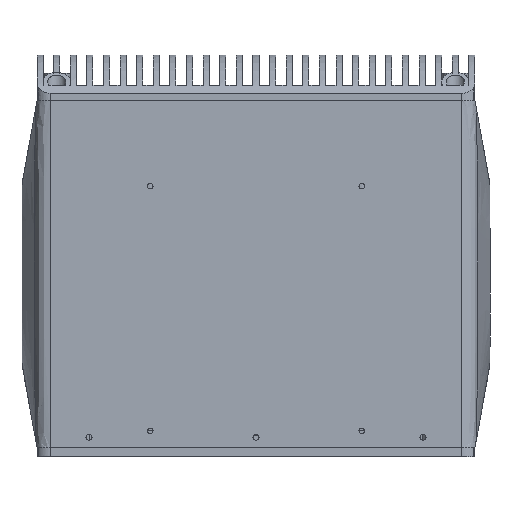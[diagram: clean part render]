
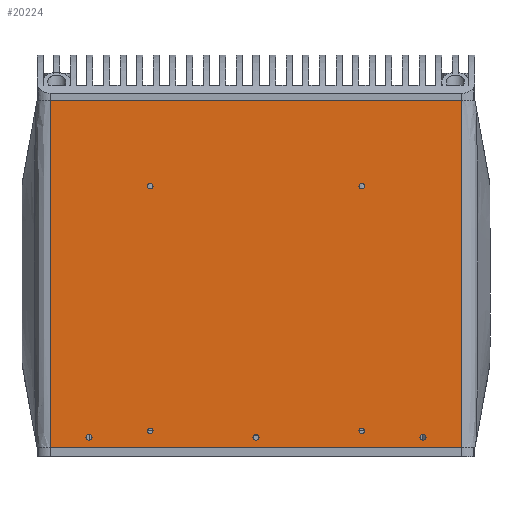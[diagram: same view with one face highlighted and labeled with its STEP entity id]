
A CAD part, front view. The second image highlights one B-rep face of the part: STEP entity #20224.
In plain terms, the highlighted face is planar.
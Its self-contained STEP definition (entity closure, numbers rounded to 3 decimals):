
#351=B_SPLINE_CURVE_WITH_KNOTS('',3,(#33585,#33586,#33587,#33588,#33589,
#33590,#33591,#33592,#33593,#33594),.UNSPECIFIED.,.F.,.F.,(4,1,2,2,1,4),
(-0.35,2.177,3.862,6.938,9.465,
11.15),.UNSPECIFIED.);
#352=B_SPLINE_CURVE_WITH_KNOTS('',3,(#33597,#33598,#33599,#33600,#33601,
#33602,#33603,#33604,#33605,#33606),.UNSPECIFIED.,.F.,.F.,(4,1,2,2,1,4),
(-0.35,1.335,3.862,6.938,
8.623,11.15),.UNSPECIFIED.);
#1173=FACE_BOUND('',#3522,.T.);
#1174=FACE_BOUND('',#3523,.T.);
#1175=FACE_BOUND('',#3524,.T.);
#1176=FACE_BOUND('',#3525,.T.);
#1177=FACE_BOUND('',#3526,.T.);
#1178=FACE_BOUND('',#3527,.T.);
#1179=FACE_BOUND('',#3528,.T.);
#1399=CIRCLE('',#21360,1.);
#1401=CIRCLE('',#21363,1.);
#1403=CIRCLE('',#21366,1.);
#1405=CIRCLE('',#21369,0.9);
#1407=CIRCLE('',#21372,0.9);
#1409=CIRCLE('',#21375,0.9);
#1411=CIRCLE('',#21378,0.9);
#2411=FACE_OUTER_BOUND('',#3521,.T.);
#3521=EDGE_LOOP('',(#15102,#15103,#15104,#15105));
#3522=EDGE_LOOP('',(#15106));
#3523=EDGE_LOOP('',(#15107));
#3524=EDGE_LOOP('',(#15108));
#3525=EDGE_LOOP('',(#15109));
#3526=EDGE_LOOP('',(#15110));
#3527=EDGE_LOOP('',(#15111));
#3528=EDGE_LOOP('',(#15112));
#4737=LINE('',#29477,#6517);
#4950=LINE('',#33596,#6730);
#6517=VECTOR('',#23499,10.);
#6730=VECTOR('',#24222,10.);
#8255=VERTEX_POINT('',#29467);
#8256=VERTEX_POINT('',#29476);
#8358=VERTEX_POINT('',#32329);
#8360=VERTEX_POINT('',#32335);
#8362=VERTEX_POINT('',#32341);
#8364=VERTEX_POINT('',#32347);
#8366=VERTEX_POINT('',#32353);
#8368=VERTEX_POINT('',#32359);
#8370=VERTEX_POINT('',#32365);
#8529=VERTEX_POINT('',#33584);
#8530=VERTEX_POINT('',#33595);
#10577=EDGE_CURVE('',#8255,#8256,#4737,.T.);
#10722=EDGE_CURVE('',#8358,#8358,#1399,.T.);
#10725=EDGE_CURVE('',#8360,#8360,#1401,.T.);
#10728=EDGE_CURVE('',#8362,#8362,#1403,.T.);
#10731=EDGE_CURVE('',#8364,#8364,#1405,.T.);
#10734=EDGE_CURVE('',#8366,#8366,#1407,.T.);
#10737=EDGE_CURVE('',#8368,#8368,#1409,.T.);
#10740=EDGE_CURVE('',#8370,#8370,#1411,.T.);
#11000=EDGE_CURVE('',#8529,#8255,#351,.T.);
#11001=EDGE_CURVE('',#8530,#8529,#4950,.T.);
#11002=EDGE_CURVE('',#8256,#8530,#352,.T.);
#15102=ORIENTED_EDGE('',*,*,#11000,.F.);
#15103=ORIENTED_EDGE('',*,*,#11001,.F.);
#15104=ORIENTED_EDGE('',*,*,#11002,.F.);
#15105=ORIENTED_EDGE('',*,*,#10577,.F.);
#15106=ORIENTED_EDGE('',*,*,#10722,.T.);
#15107=ORIENTED_EDGE('',*,*,#10725,.T.);
#15108=ORIENTED_EDGE('',*,*,#10728,.T.);
#15109=ORIENTED_EDGE('',*,*,#10731,.T.);
#15110=ORIENTED_EDGE('',*,*,#10734,.T.);
#15111=ORIENTED_EDGE('',*,*,#10737,.T.);
#15112=ORIENTED_EDGE('',*,*,#10740,.T.);
#19465=PLANE('',#21556);
#20224=ADVANCED_FACE('',(#2411,#1173,#1174,#1175,#1176,#1177,#1178,#1179),
#19465,.T.);
#21360=AXIS2_PLACEMENT_3D('',#32330,#23679,#23680);
#21363=AXIS2_PLACEMENT_3D('',#32336,#23686,#23687);
#21366=AXIS2_PLACEMENT_3D('',#32342,#23693,#23694);
#21369=AXIS2_PLACEMENT_3D('',#32348,#23700,#23701);
#21372=AXIS2_PLACEMENT_3D('',#32354,#23707,#23708);
#21375=AXIS2_PLACEMENT_3D('',#32360,#23714,#23715);
#21378=AXIS2_PLACEMENT_3D('',#32366,#23721,#23722);
#21556=AXIS2_PLACEMENT_3D('',#33583,#24220,#24221);
#23499=DIRECTION('',(0.,1.,0.));
#23679=DIRECTION('center_axis',(0.,0.,-1.));
#23680=DIRECTION('ref_axis',(0.,-1.,0.));
#23686=DIRECTION('center_axis',(0.,0.,-1.));
#23687=DIRECTION('ref_axis',(0.,-1.,0.));
#23693=DIRECTION('center_axis',(0.,0.,-1.));
#23694=DIRECTION('ref_axis',(0.,-1.,0.));
#23700=DIRECTION('center_axis',(0.,0.,-1.));
#23701=DIRECTION('ref_axis',(0.,-1.,0.));
#23707=DIRECTION('center_axis',(0.,0.,-1.));
#23708=DIRECTION('ref_axis',(0.,-1.,0.));
#23714=DIRECTION('center_axis',(0.,0.,-1.));
#23715=DIRECTION('ref_axis',(0.,-1.,0.));
#23721=DIRECTION('center_axis',(0.,0.,-1.));
#23722=DIRECTION('ref_axis',(0.,-1.,0.));
#24220=DIRECTION('center_axis',(0.,0.,1.));
#24221=DIRECTION('ref_axis',(0.,1.,0.));
#24222=DIRECTION('',(0.,-1.,0.));
#29467=CARTESIAN_POINT('',(-101.5,-68.112,72.5));
#29476=CARTESIAN_POINT('',(-101.5,68.112,72.5));
#29477=CARTESIAN_POINT('',(-101.5,72.5,72.5));
#32329=CARTESIAN_POINT('',(-98.,56.306,72.5));
#32330=CARTESIAN_POINT('Origin',(-98.,55.306,72.5));
#32335=CARTESIAN_POINT('',(-98.,1.,72.5));
#32336=CARTESIAN_POINT('Origin',(-98.,0.,
72.5));
#32341=CARTESIAN_POINT('',(-98.,-54.306,72.5));
#32342=CARTESIAN_POINT('Origin',(-98.,-55.306,72.5));
#32347=CARTESIAN_POINT('',(-95.906,-34.1,72.5));
#32348=CARTESIAN_POINT('Origin',(-95.906,-35.,72.5));
#32353=CARTESIAN_POINT('',(-14.906,-34.1,72.5));
#32354=CARTESIAN_POINT('Origin',(-14.906,-35.,72.5));
#32359=CARTESIAN_POINT('',(-95.906,35.9,72.5));
#32360=CARTESIAN_POINT('Origin',(-95.906,35.,72.5));
#32365=CARTESIAN_POINT('',(-14.906,35.9,72.5));
#32366=CARTESIAN_POINT('Origin',(-14.906,35.,72.5));
#33583=CARTESIAN_POINT('Origin',(8.5,-72.5,72.5));
#33584=CARTESIAN_POINT('',(13.5,-68.112,72.5));
#33585=CARTESIAN_POINT('Ctrl Pts',(13.5,-68.112,72.5));
#33586=CARTESIAN_POINT('Ctrl Pts',(5.075,-68.191,72.5));
#33587=CARTESIAN_POINT('Ctrl Pts',(-8.965,-68.376,
72.5));
#33588=CARTESIAN_POINT('Ctrl Pts',(-23.006,-68.491,
72.5));
#33589=CARTESIAN_POINT('Ctrl Pts',(-38.874,-68.489,
72.5));
#33590=CARTESIAN_POINT('Ctrl Pts',(-49.126,-68.489,
72.5));
#33591=CARTESIAN_POINT('Ctrl Pts',(-67.802,-68.49,
72.5));
#33592=CARTESIAN_POINT('Ctrl Pts',(-81.843,-68.326,
72.5));
#33593=CARTESIAN_POINT('Ctrl Pts',(-95.884,-68.165,
72.5));
#33594=CARTESIAN_POINT('Ctrl Pts',(-101.5,-68.112,72.5));
#33595=CARTESIAN_POINT('',(13.5,68.112,72.5));
#33596=CARTESIAN_POINT('',(13.5,72.5,72.5));
#33597=CARTESIAN_POINT('Ctrl Pts',(-101.5,68.112,72.5));
#33598=CARTESIAN_POINT('Ctrl Pts',(-95.884,68.165,72.5));
#33599=CARTESIAN_POINT('Ctrl Pts',(-81.843,68.326,72.5));
#33600=CARTESIAN_POINT('Ctrl Pts',(-67.802,68.49,72.5));
#33601=CARTESIAN_POINT('Ctrl Pts',(-49.126,68.489,72.5));
#33602=CARTESIAN_POINT('Ctrl Pts',(-38.874,68.489,72.5));
#33603=CARTESIAN_POINT('Ctrl Pts',(-23.006,68.491,72.5));
#33604=CARTESIAN_POINT('Ctrl Pts',(-8.965,68.376,72.5));
#33605=CARTESIAN_POINT('Ctrl Pts',(5.075,68.191,72.5));
#33606=CARTESIAN_POINT('Ctrl Pts',(13.5,68.112,72.5));
